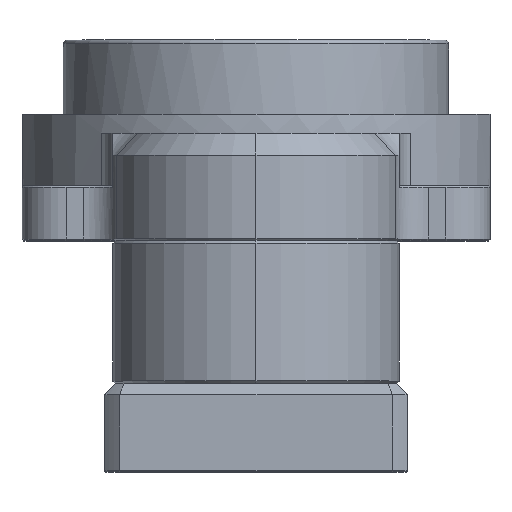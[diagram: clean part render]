
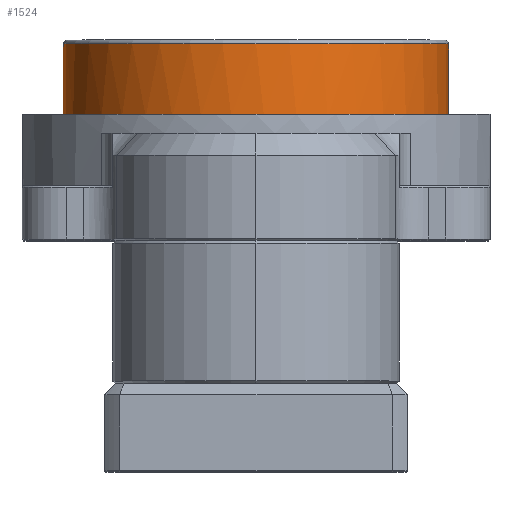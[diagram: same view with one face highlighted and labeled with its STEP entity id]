
A CAD part, top view. The second image highlights one B-rep face of the part: STEP entity #1524.
In plain terms, the highlighted cylindrical face has radius 35 mm (diameter 70 mm), a partial arc.
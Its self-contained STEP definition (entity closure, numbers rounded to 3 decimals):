
#476 = VERTEX_POINT ( 'NONE', #11444 ) ;
#910 = CARTESIAN_POINT ( 'NONE',  ( -35., 22.5, 0. ) ) ;
#1457 = VERTEX_POINT ( 'NONE', #10681 ) ;
#1524 = ADVANCED_FACE ( 'NONE', ( #10901 ), #18003, .T. ) ;
#1956 = VERTEX_POINT ( 'NONE', #20157 ) ;
#2052 = CARTESIAN_POINT ( 'NONE',  ( 0., 26., 0. ) ) ;
#2314 = DIRECTION ( 'NONE',  ( 0., 1., 0. ) ) ;
#2658 = ORIENTED_EDGE ( 'NONE', *, *, #6597, .F. ) ;
#3908 = CARTESIAN_POINT ( 'NONE',  ( -35., 26., 0. ) ) ;
#4238 = DIRECTION ( 'NONE',  ( -1., 0., 0. ) ) ;
#5931 = VERTEX_POINT ( 'NONE', #910 ) ;
#6419 = CIRCLE ( 'NONE', #19441, 35. ) ;
#6597 = EDGE_CURVE ( 'NONE', #5931, #8635, #19861, .T. ) ;
#6691 = DIRECTION ( 'NONE',  ( 0., 1., 0. ) ) ;
#6853 = LINE ( 'NONE', #13937, #13202 ) ;
#7360 = AXIS2_PLACEMENT_3D ( 'NONE', #22641, #6691, #13775 ) ;
#7373 = ORIENTED_EDGE ( 'NONE', *, *, #7445, .T. ) ;
#7445 = EDGE_CURVE ( 'NONE', #1457, #476, #6853, .T. ) ;
#8089 = AXIS2_PLACEMENT_3D ( 'NONE', #2052, #9153, #16262 ) ;
#8265 = AXIS2_PLACEMENT_3D ( 'NONE', #18263, #2314, #9410 ) ;
#8635 = VERTEX_POINT ( 'NONE', #17910 ) ;
#9153 = DIRECTION ( 'NONE',  ( 0., 1., 0. ) ) ;
#9410 = DIRECTION ( 'NONE',  ( -0.128, 0., 0.992 ) ) ;
#10553 = EDGE_CURVE ( 'NONE', #1956, #1457, #17390, .T. ) ;
#10681 = CARTESIAN_POINT ( 'NONE',  ( 35., 22.5, 0. ) ) ;
#10901 = FACE_OUTER_BOUND ( 'NONE', #22928, .T. ) ;
#11009 = DIRECTION ( 'NONE',  ( 0., 1., 0. ) ) ;
#11444 = CARTESIAN_POINT ( 'NONE',  ( 35., 35.8, 0. ) ) ;
#13079 = CARTESIAN_POINT ( 'NONE',  ( 0., 35.8, 0. ) ) ;
#13202 = VECTOR ( 'NONE', #21051, 1000. ) ;
#13775 = DIRECTION ( 'NONE',  ( -0.128, 0., 0.992 ) ) ;
#13937 = CARTESIAN_POINT ( 'NONE',  ( 35., 26., 0. ) ) ;
#14194 = ORIENTED_EDGE ( 'NONE', *, *, #21511, .T. ) ;
#14283 = ORIENTED_EDGE ( 'NONE', *, *, #10553, .T. ) ;
#16262 = DIRECTION ( 'NONE',  ( 1., 0., 0. ) ) ;
#17390 = CIRCLE ( 'NONE', #7360, 35. ) ;
#17910 = CARTESIAN_POINT ( 'NONE',  ( -35., 35.8, 0. ) ) ;
#18003 = CYLINDRICAL_SURFACE ( 'NONE', #8089, 35. ) ;
#18263 = CARTESIAN_POINT ( 'NONE',  ( 0., 22.5, 0. ) ) ;
#18301 = CIRCLE ( 'NONE', #8265, 35. ) ;
#19441 = AXIS2_PLACEMENT_3D ( 'NONE', #13079, #20191, #4238 ) ;
#19542 = EDGE_CURVE ( 'NONE', #5931, #1956, #18301, .T. ) ;
#19861 = LINE ( 'NONE', #3908, #22946 ) ;
#20157 = CARTESIAN_POINT ( 'NONE',  ( -4.479, 22.5, 34.712 ) ) ;
#20191 = DIRECTION ( 'NONE',  ( 0., -1., 0. ) ) ;
#21051 = DIRECTION ( 'NONE',  ( 0., 1., 0. ) ) ;
#21511 = EDGE_CURVE ( 'NONE', #476, #8635, #6419, .T. ) ;
#21545 = ORIENTED_EDGE ( 'NONE', *, *, #19542, .T. ) ;
#22641 = CARTESIAN_POINT ( 'NONE',  ( 0., 22.5, 0. ) ) ;
#22928 = EDGE_LOOP ( 'NONE', ( #2658, #21545, #14283, #7373, #14194 ) ) ;
#22946 = VECTOR ( 'NONE', #11009, 1000. ) ;
